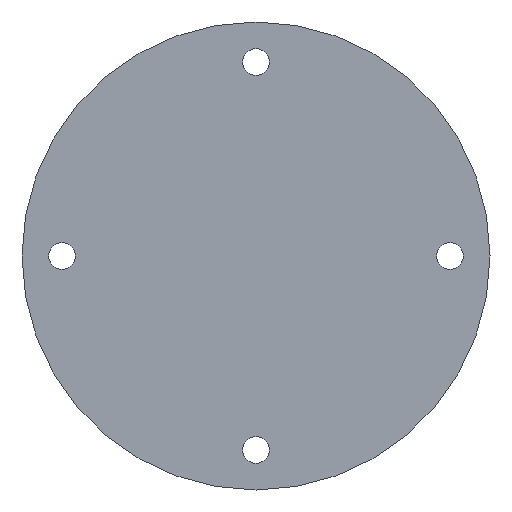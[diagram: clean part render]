
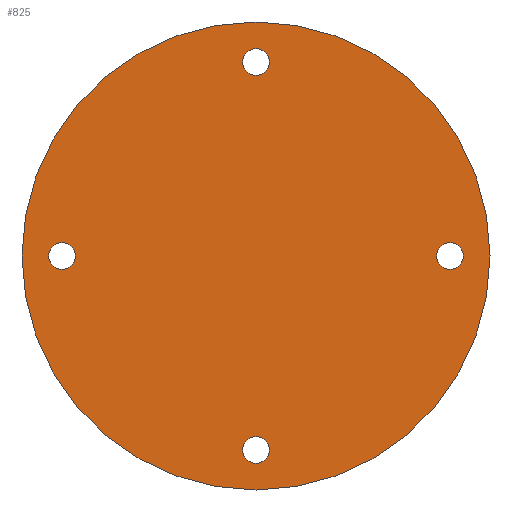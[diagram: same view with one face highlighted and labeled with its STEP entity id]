
A CAD part, front view. The second image highlights one B-rep face of the part: STEP entity #825.
In plain terms, the highlighted planar face has unit normal (0, -1, 0).
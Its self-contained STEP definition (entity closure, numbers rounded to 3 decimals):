
#10 = EDGE_CURVE ( 'NONE', #1026, #391, #1091, .T. ) ;
#67 = DIRECTION ( 'NONE',  ( 0., 0., 1. ) ) ;
#76 = ORIENTED_EDGE ( 'NONE', *, *, #568, .T. ) ;
#95 = VERTEX_POINT ( 'NONE', #802 ) ;
#123 = CIRCLE ( 'NONE', #646, 1. ) ;
#128 = CARTESIAN_POINT ( 'NONE',  ( -14.5, 0., 0. ) ) ;
#129 = DIRECTION ( 'NONE',  ( 0., 0., 1. ) ) ;
#150 = VERTEX_POINT ( 'NONE', #1081 ) ;
#158 = EDGE_LOOP ( 'NONE', ( #851, #1209 ) ) ;
#166 = DIRECTION ( 'NONE',  ( 0., 0., 1. ) ) ;
#170 = EDGE_CURVE ( 'NONE', #1738, #427, #500, .T. ) ;
#218 = CARTESIAN_POINT ( 'NONE',  ( 14.5, 0., -1. ) ) ;
#237 = CARTESIAN_POINT ( 'NONE',  ( -14.5, 0., 1. ) ) ;
#262 = CARTESIAN_POINT ( 'NONE',  ( 0., 0., 13.5 ) ) ;
#278 = DIRECTION ( 'NONE',  ( 0., 0., 1. ) ) ;
#316 = EDGE_LOOP ( 'NONE', ( #655, #1285 ) ) ;
#327 = AXIS2_PLACEMENT_3D ( 'NONE', #846, #1398, #166 ) ;
#330 = DIRECTION ( 'NONE',  ( 0., 1., 0. ) ) ;
#331 = CARTESIAN_POINT ( 'NONE',  ( 14.5, 0., 0. ) ) ;
#380 = AXIS2_PLACEMENT_3D ( 'NONE', #1114, #565, #1518 ) ;
#391 = VERTEX_POINT ( 'NONE', #1012 ) ;
#427 = VERTEX_POINT ( 'NONE', #237 ) ;
#453 = FACE_BOUND ( 'NONE', #601, .T. ) ;
#467 = EDGE_CURVE ( 'NONE', #1772, #150, #1778, .T. ) ;
#481 = EDGE_CURVE ( 'NONE', #427, #1738, #1302, .T. ) ;
#486 = DIRECTION ( 'NONE',  ( 0., 0., 1. ) ) ;
#490 = EDGE_CURVE ( 'NONE', #629, #95, #1153, .T. ) ;
#500 = CIRCLE ( 'NONE', #728, 1. ) ;
#561 = ORIENTED_EDGE ( 'NONE', *, *, #467, .F. ) ;
#565 = DIRECTION ( 'NONE',  ( 0., 1., 0. ) ) ;
#568 = EDGE_CURVE ( 'NONE', #1601, #819, #1554, .T. ) ;
#601 = EDGE_LOOP ( 'NONE', ( #1229, #76 ) ) ;
#612 = CARTESIAN_POINT ( 'NONE',  ( 14.5, 0., 0. ) ) ;
#622 = DIRECTION ( 'NONE',  ( 0., 1., 0. ) ) ;
#629 = VERTEX_POINT ( 'NONE', #1381 ) ;
#646 = AXIS2_PLACEMENT_3D ( 'NONE', #817, #1100, #129 ) ;
#655 = ORIENTED_EDGE ( 'NONE', *, *, #490, .T. ) ;
#667 = AXIS2_PLACEMENT_3D ( 'NONE', #1300, #330, #67 ) ;
#668 = AXIS2_PLACEMENT_3D ( 'NONE', #331, #716, #1134 ) ;
#673 = DIRECTION ( 'NONE',  ( 0., 1., 0. ) ) ;
#686 = ORIENTED_EDGE ( 'NONE', *, *, #1053, .F. ) ;
#690 = DIRECTION ( 'NONE',  ( 0., 1., 0. ) ) ;
#716 = DIRECTION ( 'NONE',  ( 0., 1., 0. ) ) ;
#728 = AXIS2_PLACEMENT_3D ( 'NONE', #1237, #690, #1281 ) ;
#733 = EDGE_CURVE ( 'NONE', #391, #1026, #917, .T. ) ;
#782 = EDGE_LOOP ( 'NONE', ( #1673, #1779 ) ) ;
#802 = CARTESIAN_POINT ( 'NONE',  ( 0., 0., -15.5 ) ) ;
#815 = DIRECTION ( 'NONE',  ( 0., 0., 1. ) ) ;
#817 = CARTESIAN_POINT ( 'NONE',  ( 0., 0., 14.5 ) ) ;
#819 = VERTEX_POINT ( 'NONE', #1651 ) ;
#825 = ADVANCED_FACE ( 'NONE', ( #1242, #453, #1643, #958, #1133 ), #1680, .F. ) ;
#846 = CARTESIAN_POINT ( 'NONE',  ( 0., 0., -14.5 ) ) ;
#851 = ORIENTED_EDGE ( 'NONE', *, *, #481, .T. ) ;
#914 = DIRECTION ( 'NONE',  ( 0., 1., 0. ) ) ;
#917 = CIRCLE ( 'NONE', #1525, 1. ) ;
#938 = EDGE_CURVE ( 'NONE', #95, #629, #1609, .T. ) ;
#943 = AXIS2_PLACEMENT_3D ( 'NONE', #1502, #980, #278 ) ;
#958 = FACE_BOUND ( 'NONE', #316, .T. ) ;
#980 = DIRECTION ( 'NONE',  ( 0., 1., 0. ) ) ;
#1012 = CARTESIAN_POINT ( 'NONE',  ( 14.5, 0., 1. ) ) ;
#1026 = VERTEX_POINT ( 'NONE', #218 ) ;
#1052 = CARTESIAN_POINT ( 'NONE',  ( 0., 0., 0. ) ) ;
#1053 = EDGE_CURVE ( 'NONE', #150, #1772, #1447, .T. ) ;
#1071 = DIRECTION ( 'NONE',  ( 0., 1., 0. ) ) ;
#1081 = CARTESIAN_POINT ( 'NONE',  ( 0., 0., -17.5 ) ) ;
#1091 = CIRCLE ( 'NONE', #668, 1. ) ;
#1100 = DIRECTION ( 'NONE',  ( 0., 1., 0. ) ) ;
#1114 = CARTESIAN_POINT ( 'NONE',  ( 0., 0., 0. ) ) ;
#1133 = FACE_OUTER_BOUND ( 'NONE', #1411, .T. ) ;
#1134 = DIRECTION ( 'NONE',  ( 0., 0., 1. ) ) ;
#1153 = CIRCLE ( 'NONE', #1184, 1. ) ;
#1184 = AXIS2_PLACEMENT_3D ( 'NONE', #1619, #914, #1732 ) ;
#1209 = ORIENTED_EDGE ( 'NONE', *, *, #170, .T. ) ;
#1210 = DIRECTION ( 'NONE',  ( 0., 0., 1. ) ) ;
#1211 = AXIS2_PLACEMENT_3D ( 'NONE', #128, #673, #1210 ) ;
#1229 = ORIENTED_EDGE ( 'NONE', *, *, #1679, .T. ) ;
#1235 = CARTESIAN_POINT ( 'NONE',  ( -14.5, 0., -1. ) ) ;
#1237 = CARTESIAN_POINT ( 'NONE',  ( -14.5, 0., 0. ) ) ;
#1242 = FACE_BOUND ( 'NONE', #782, .T. ) ;
#1281 = DIRECTION ( 'NONE',  ( 0., 0., 1. ) ) ;
#1285 = ORIENTED_EDGE ( 'NONE', *, *, #938, .T. ) ;
#1300 = CARTESIAN_POINT ( 'NONE',  ( 0., 0., 0. ) ) ;
#1302 = CIRCLE ( 'NONE', #1211, 1. ) ;
#1381 = CARTESIAN_POINT ( 'NONE',  ( 0., 0., -13.5 ) ) ;
#1398 = DIRECTION ( 'NONE',  ( 0., 1., 0. ) ) ;
#1411 = EDGE_LOOP ( 'NONE', ( #686, #561 ) ) ;
#1447 = CIRCLE ( 'NONE', #667, 17.5 ) ;
#1502 = CARTESIAN_POINT ( 'NONE',  ( 0., 0., 14.5 ) ) ;
#1518 = DIRECTION ( 'NONE',  ( 0., 0., 1. ) ) ;
#1525 = AXIS2_PLACEMENT_3D ( 'NONE', #612, #622, #486 ) ;
#1554 = CIRCLE ( 'NONE', #943, 1. ) ;
#1601 = VERTEX_POINT ( 'NONE', #262 ) ;
#1609 = CIRCLE ( 'NONE', #327, 1. ) ;
#1619 = CARTESIAN_POINT ( 'NONE',  ( 0., 0., -14.5 ) ) ;
#1643 = FACE_BOUND ( 'NONE', #158, .T. ) ;
#1651 = CARTESIAN_POINT ( 'NONE',  ( 0., 0., 15.5 ) ) ;
#1673 = ORIENTED_EDGE ( 'NONE', *, *, #733, .T. ) ;
#1679 = EDGE_CURVE ( 'NONE', #819, #1601, #123, .T. ) ;
#1680 = PLANE ( 'NONE',  #380 ) ;
#1685 = CARTESIAN_POINT ( 'NONE',  ( 0., 0., 17.5 ) ) ;
#1732 = DIRECTION ( 'NONE',  ( 0., 0., 1. ) ) ;
#1738 = VERTEX_POINT ( 'NONE', #1235 ) ;
#1751 = AXIS2_PLACEMENT_3D ( 'NONE', #1052, #1071, #815 ) ;
#1772 = VERTEX_POINT ( 'NONE', #1685 ) ;
#1778 = CIRCLE ( 'NONE', #1751, 17.5 ) ;
#1779 = ORIENTED_EDGE ( 'NONE', *, *, #10, .T. ) ;
